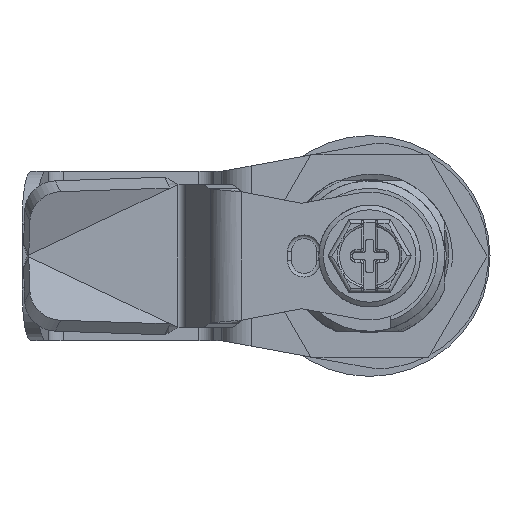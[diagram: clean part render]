
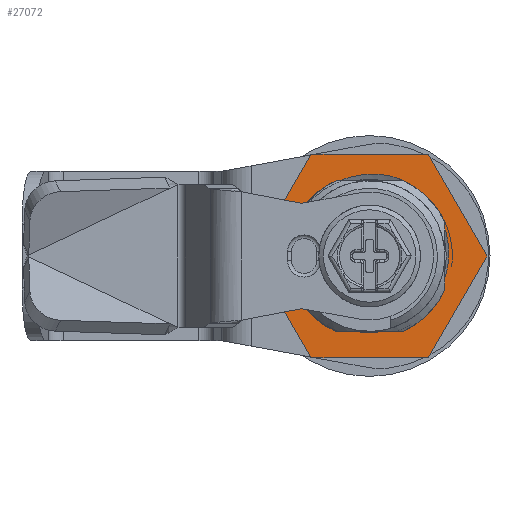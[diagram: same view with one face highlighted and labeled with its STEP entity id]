
A CAD part, left-side view. The second image highlights one B-rep face of the part: STEP entity #27072.
In plain terms, the highlighted face is planar.
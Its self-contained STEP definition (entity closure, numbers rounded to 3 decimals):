
#345=FACE_BOUND('',#4023,.T.);
#2409=FACE_OUTER_BOUND('',#4022,.T.);
#4022=EDGE_LOOP('',(#22930,#22931,#22932,#22933,#22934,#22935));
#4023=EDGE_LOOP('',(#22936,#22937,#22938,#22939));
#6381=B_SPLINE_CURVE_WITH_KNOTS('',3,(#64995,#64996,#64997,#64998),
 .UNSPECIFIED.,.F.,.F.,(4,4),(0.,0.),.UNSPECIFIED.);
#6387=B_SPLINE_CURVE_WITH_KNOTS('',3,(#65569,#65570,#65571,#65572,#65573,
#65574,#65575,#65576,#65577,#65578,#65579,#65580,#65581,#65582),
 .UNSPECIFIED.,.F.,.F.,(4,2,2,2,2,2,4),(-2.226,-1.868,
-1.514,-1.097,-0.686,-0.341,
0.),.UNSPECIFIED.);
#6390=B_SPLINE_CURVE_WITH_KNOTS('',3,(#66047,#66048,#66049,#66050,#66051,
#66052,#66053,#66054,#66055,#66056,#66057,#66058,#66059,#66060),
 .UNSPECIFIED.,.F.,.F.,(4,2,2,2,2,2,4),(-2.228,-1.886,
-1.54,-1.128,-0.71,-0.357,
0.),.UNSPECIFIED.);
#6457=CIRCLE('',#28289,10.188);
#7915=LINE('',#66064,#9702);
#7916=LINE('',#66066,#9703);
#7917=LINE('',#66068,#9704);
#7918=LINE('',#66070,#9705);
#7919=LINE('',#66072,#9706);
#7920=LINE('',#66073,#9707);
#9702=VECTOR('',#31404,15.588);
#9703=VECTOR('',#31405,15.588);
#9704=VECTOR('',#31406,15.588);
#9705=VECTOR('',#31407,15.588);
#9706=VECTOR('',#31408,15.588);
#9707=VECTOR('',#31409,15.588);
#12369=VERTEX_POINT('',#64941);
#12370=VERTEX_POINT('',#64994);
#12371=VERTEX_POINT('',#64999);
#12374=VERTEX_POINT('',#65568);
#12376=VERTEX_POINT('',#66062);
#12377=VERTEX_POINT('',#66063);
#12378=VERTEX_POINT('',#66065);
#12379=VERTEX_POINT('',#66067);
#12380=VERTEX_POINT('',#66069);
#12381=VERTEX_POINT('',#66071);
#15998=EDGE_CURVE('',#12370,#12369,#6381,.T.);
#15999=EDGE_CURVE('',#12371,#12370,#6457,.T.);
#16005=EDGE_CURVE('',#12374,#12371,#6387,.T.);
#16010=EDGE_CURVE('',#12369,#12374,#6390,.T.);
#16011=EDGE_CURVE('',#12376,#12377,#7915,.T.);
#16012=EDGE_CURVE('',#12377,#12378,#7916,.T.);
#16013=EDGE_CURVE('',#12378,#12379,#7917,.T.);
#16014=EDGE_CURVE('',#12379,#12380,#7918,.T.);
#16015=EDGE_CURVE('',#12380,#12381,#7919,.T.);
#16016=EDGE_CURVE('',#12381,#12376,#7920,.T.);
#22930=ORIENTED_EDGE('',*,*,#16011,.T.);
#22931=ORIENTED_EDGE('',*,*,#16012,.T.);
#22932=ORIENTED_EDGE('',*,*,#16013,.T.);
#22933=ORIENTED_EDGE('',*,*,#16014,.T.);
#22934=ORIENTED_EDGE('',*,*,#16015,.T.);
#22935=ORIENTED_EDGE('',*,*,#16016,.T.);
#22936=ORIENTED_EDGE('',*,*,#15999,.T.);
#22937=ORIENTED_EDGE('',*,*,#15998,.T.);
#22938=ORIENTED_EDGE('',*,*,#16010,.T.);
#22939=ORIENTED_EDGE('',*,*,#16005,.T.);
#25867=PLANE('',#28294);
#27072=ADVANCED_FACE('',(#2409,#345),#25867,.F.);
#28289=AXIS2_PLACEMENT_3D('',#65000,#31392,#31393);
#28294=AXIS2_PLACEMENT_3D('',#66061,#31402,#31403);
#31392=DIRECTION('center_axis',(0.,-1.,0.));
#31393=DIRECTION('ref_axis',(0.669,0.,0.743));
#31402=DIRECTION('center_axis',(0.,-1.,0.));
#31403=DIRECTION('ref_axis',(-1.,0.,0.));
#31404=DIRECTION('',(-0.5,0.,-0.866));
#31405=DIRECTION('',(-1.,0.,0.));
#31406=DIRECTION('',(-0.5,0.,0.866));
#31407=DIRECTION('',(0.5,0.,0.866));
#31408=DIRECTION('',(1.,0.,0.));
#31409=DIRECTION('',(0.5,0.,-0.866));
#64941=CARTESIAN_POINT('',(-9.966,3.8,2.117));
#64994=CARTESIAN_POINT('',(-9.965,3.8,2.118));
#64995=CARTESIAN_POINT('Ctrl Pts',(-9.965,3.8,2.118));
#64996=CARTESIAN_POINT('Ctrl Pts',(-9.965,3.8,2.118));
#64997=CARTESIAN_POINT('Ctrl Pts',(-9.966,3.8,2.117));
#64998=CARTESIAN_POINT('Ctrl Pts',(-9.966,3.8,2.117));
#64999=CARTESIAN_POINT('',(6.817,3.8,7.571));
#65000=CARTESIAN_POINT('Origin',(0.,3.8,0.));
#65568=CARTESIAN_POINT('',(3.399,3.8,-10.462));
#65569=CARTESIAN_POINT('Ctrl Pts',(3.399,3.8,-10.462));
#65570=CARTESIAN_POINT('Ctrl Pts',(4.521,3.8,-10.053));
#65571=CARTESIAN_POINT('Ctrl Pts',(5.567,3.8,-9.465));
#65572=CARTESIAN_POINT('Ctrl Pts',(7.414,3.8,-7.984));
#65573=CARTESIAN_POINT('Ctrl Pts',(8.208,3.8,-7.101));
#65574=CARTESIAN_POINT('Ctrl Pts',(9.592,3.8,-4.934));
#65575=CARTESIAN_POINT('Ctrl Pts',(10.106,3.8,-3.629));
#65576=CARTESIAN_POINT('Ctrl Pts',(10.596,3.8,-0.909));
#65577=CARTESIAN_POINT('Ctrl Pts',(10.574,3.8,0.474));
#65578=CARTESIAN_POINT('Ctrl Pts',(10.045,3.8,2.938));
#65579=CARTESIAN_POINT('Ctrl Pts',(9.618,3.8,4.016));
#65580=CARTESIAN_POINT('Ctrl Pts',(8.434,3.8,5.976));
#65581=CARTESIAN_POINT('Ctrl Pts',(7.69,3.8,6.844));
#65582=CARTESIAN_POINT('Ctrl Pts',(6.817,3.8,7.571));
#66047=CARTESIAN_POINT('Ctrl Pts',(-9.966,3.8,2.117));
#66048=CARTESIAN_POINT('Ctrl Pts',(-10.244,3.8,1.014));
#66049=CARTESIAN_POINT('Ctrl Pts',(-10.336,3.8,-0.127));
#66050=CARTESIAN_POINT('Ctrl Pts',(-10.142,3.8,-2.404));
#66051=CARTESIAN_POINT('Ctrl Pts',(-9.854,3.8,-3.527));
#66052=CARTESIAN_POINT('Ctrl Pts',(-8.832,3.8,-5.835));
#66053=CARTESIAN_POINT('Ctrl Pts',(-8.035,3.8,-6.966));
#66054=CARTESIAN_POINT('Ctrl Pts',(-6.039,3.8,-8.878));
#66055=CARTESIAN_POINT('Ctrl Pts',(-4.855,3.8,-9.633));
#66056=CARTESIAN_POINT('Ctrl Pts',(-2.464,3.8,-10.57));
#66057=CARTESIAN_POINT('Ctrl Pts',(-1.305,3.8,-10.817));
#66058=CARTESIAN_POINT('Ctrl Pts',(1.063,3.8,-10.929));
#66059=CARTESIAN_POINT('Ctrl Pts',(2.255,3.8,-10.789));
#66060=CARTESIAN_POINT('Ctrl Pts',(3.399,3.8,-10.462));
#66061=CARTESIAN_POINT('Origin',(0.,3.8,0.));
#66062=CARTESIAN_POINT('',(15.588,3.8,0.));
#66063=CARTESIAN_POINT('',(7.794,3.8,-13.5));
#66064=CARTESIAN_POINT('',(15.588,3.8,0.));
#66065=CARTESIAN_POINT('',(-7.794,3.8,-13.5));
#66066=CARTESIAN_POINT('',(7.794,3.8,-13.5));
#66067=CARTESIAN_POINT('',(-15.588,3.8,0.));
#66068=CARTESIAN_POINT('',(-7.794,3.8,-13.5));
#66069=CARTESIAN_POINT('',(-7.794,3.8,13.5));
#66070=CARTESIAN_POINT('',(-15.588,3.8,0.));
#66071=CARTESIAN_POINT('',(7.794,3.8,13.5));
#66072=CARTESIAN_POINT('',(-7.794,3.8,13.5));
#66073=CARTESIAN_POINT('',(7.794,3.8,13.5));
